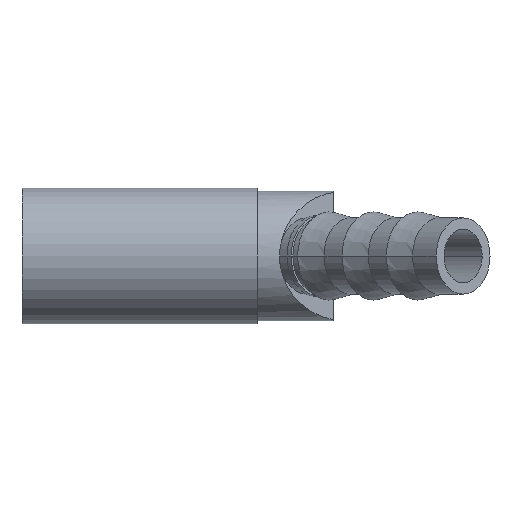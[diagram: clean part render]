
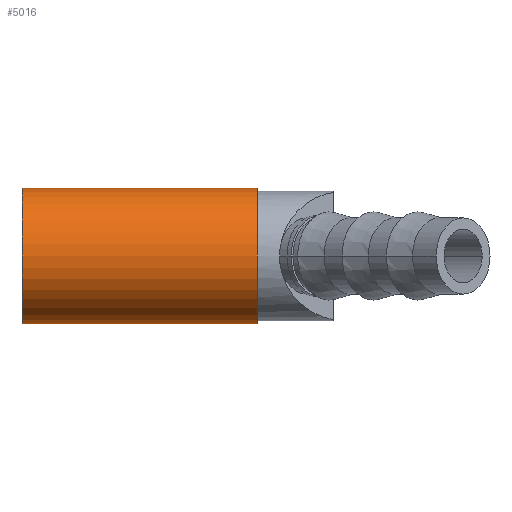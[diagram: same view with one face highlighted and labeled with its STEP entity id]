
A CAD part, front view. The second image highlights one B-rep face of the part: STEP entity #5016.
In plain terms, the highlighted cylindrical face has radius 11.3 mm (diameter 22.6 mm), a partial arc.
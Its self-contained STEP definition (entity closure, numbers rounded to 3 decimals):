
#46 = ORIENTED_EDGE ( 'NONE', *, *, #6318, .T. ) ;
#214 = CARTESIAN_POINT ( 'NONE',  ( 39.3, 0., -11.3 ) ) ;
#275 = DIRECTION ( 'NONE',  ( -1., 0., 0. ) ) ;
#319 = EDGE_CURVE ( 'NONE', #3343, #2520, #6454, .T. ) ;
#356 = CYLINDRICAL_SURFACE ( 'NONE', #7119, 11.3 ) ;
#521 = ORIENTED_EDGE ( 'NONE', *, *, #4850, .F. ) ;
#565 = CARTESIAN_POINT ( 'NONE',  ( 0., 0., -11.3 ) ) ;
#598 = DIRECTION ( 'NONE',  ( -1., 0., 0. ) ) ;
#913 = DIRECTION ( 'NONE',  ( -1., 0., 0. ) ) ;
#1370 = DIRECTION ( 'NONE',  ( -1., 0., 0. ) ) ;
#1632 = VERTEX_POINT ( 'NONE', #2897 ) ;
#2151 = DIRECTION ( 'NONE',  ( 0., 0., 1. ) ) ;
#2198 = DIRECTION ( 'NONE',  ( 0., 0., 1. ) ) ;
#2520 = VERTEX_POINT ( 'NONE', #3119 ) ;
#2614 = LINE ( 'NONE', #565, #3287 ) ;
#2897 = CARTESIAN_POINT ( 'NONE',  ( 0., 0., -11.3 ) ) ;
#2917 = ORIENTED_EDGE ( 'NONE', *, *, #3873, .F. ) ;
#3066 = ORIENTED_EDGE ( 'NONE', *, *, #319, .T. ) ;
#3119 = CARTESIAN_POINT ( 'NONE',  ( 0., 0., 11.3 ) ) ;
#3287 = VECTOR ( 'NONE', #1370, 1000. ) ;
#3343 = VERTEX_POINT ( 'NONE', #3404 ) ;
#3404 = CARTESIAN_POINT ( 'NONE',  ( 39.3, 0., 11.3 ) ) ;
#3873 = EDGE_CURVE ( 'NONE', #4479, #1632, #2614, .T. ) ;
#4479 = VERTEX_POINT ( 'NONE', #214 ) ;
#4550 = EDGE_LOOP ( 'NONE', ( #2917, #46, #3066, #521 ) ) ;
#4678 = DIRECTION ( 'NONE',  ( -1., 0., 0. ) ) ;
#4850 = EDGE_CURVE ( 'NONE', #1632, #2520, #7385, .T. ) ;
#4886 = FACE_OUTER_BOUND ( 'NONE', #4550, .T. ) ;
#5016 = ADVANCED_FACE ( 'NONE', ( #4886 ), #356, .T. ) ;
#5318 = CARTESIAN_POINT ( 'NONE',  ( 0., 0., 0. ) ) ;
#5806 = CARTESIAN_POINT ( 'NONE',  ( 0., 0., 11.3 ) ) ;
#5890 = CIRCLE ( 'NONE', #6578, 11.3 ) ;
#6318 = EDGE_CURVE ( 'NONE', #4479, #3343, #5890, .T. ) ;
#6454 = LINE ( 'NONE', #5806, #6814 ) ;
#6578 = AXIS2_PLACEMENT_3D ( 'NONE', #8092, #275, #2198 ) ;
#6699 = AXIS2_PLACEMENT_3D ( 'NONE', #5318, #4678, #7291 ) ;
#6814 = VECTOR ( 'NONE', #598, 1000. ) ;
#7119 = AXIS2_PLACEMENT_3D ( 'NONE', #8167, #913, #2151 ) ;
#7291 = DIRECTION ( 'NONE',  ( 0., 0., 1. ) ) ;
#7385 = CIRCLE ( 'NONE', #6699, 11.3 ) ;
#8092 = CARTESIAN_POINT ( 'NONE',  ( 39.3, 0., 0. ) ) ;
#8167 = CARTESIAN_POINT ( 'NONE',  ( 0., 0., 0. ) ) ;
